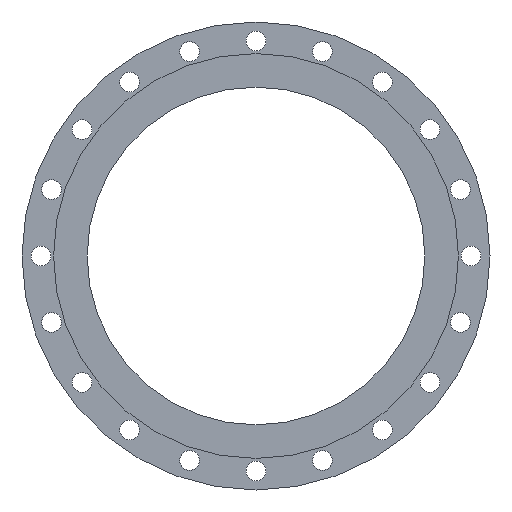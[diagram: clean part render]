
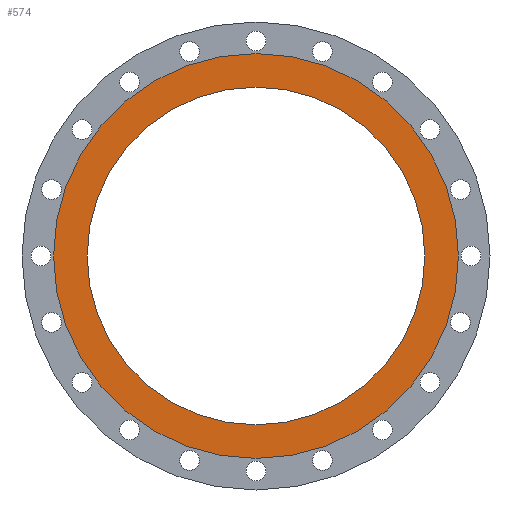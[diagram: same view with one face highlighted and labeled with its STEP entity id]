
A CAD part, front view. The second image highlights one B-rep face of the part: STEP entity #574.
In plain terms, the highlighted planar face has unit normal (0, -1, 0).
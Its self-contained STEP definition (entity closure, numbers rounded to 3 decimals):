
#68 = DIRECTION ( 'NONE',  ( 0., 0., -1. ) ) ;
#69 = DIRECTION ( 'NONE',  ( 0., 0., 1. ) ) ;
#133 = AXIS2_PLACEMENT_3D ( 'NONE', #253, #998, #376 ) ;
#171 = EDGE_LOOP ( 'NONE', ( #591, #997 ) ) ;
#227 = CARTESIAN_POINT ( 'NONE',  ( 0., 0., 266. ) ) ;
#229 = CIRCLE ( 'NONE', #133, 221.9 ) ;
#253 = CARTESIAN_POINT ( 'NONE',  ( 0., 0., 0. ) ) ;
#357 = CIRCLE ( 'NONE', #934, 266. ) ;
#362 = EDGE_CURVE ( 'NONE', #1431, #671, #1277, .T. ) ;
#368 = AXIS2_PLACEMENT_3D ( 'NONE', #522, #987, #68 ) ;
#375 = FACE_OUTER_BOUND ( 'NONE', #171, .T. ) ;
#376 = DIRECTION ( 'NONE',  ( 0., 0., 1. ) ) ;
#513 = PLANE ( 'NONE',  #368 ) ;
#522 = CARTESIAN_POINT ( 'NONE',  ( 0., 0., 221.9 ) ) ;
#523 = DIRECTION ( 'NONE',  ( 0., 1., 0. ) ) ;
#551 = AXIS2_PLACEMENT_3D ( 'NONE', #1768, #556, #69 ) ;
#556 = DIRECTION ( 'NONE',  ( 0., 1., 0. ) ) ;
#574 = ADVANCED_FACE ( 'NONE', ( #1726, #375 ), #513, .T. ) ;
#591 = ORIENTED_EDGE ( 'NONE', *, *, #1691, .F. ) ;
#609 = ORIENTED_EDGE ( 'NONE', *, *, #1720, .T. ) ;
#671 = VERTEX_POINT ( 'NONE', #227 ) ;
#869 = AXIS2_PLACEMENT_3D ( 'NONE', #1012, #1804, #1621 ) ;
#934 = AXIS2_PLACEMENT_3D ( 'NONE', #1306, #523, #1780 ) ;
#981 = EDGE_LOOP ( 'NONE', ( #609, #1830 ) ) ;
#987 = DIRECTION ( 'NONE',  ( 0., -1., 0. ) ) ;
#997 = ORIENTED_EDGE ( 'NONE', *, *, #362, .F. ) ;
#998 = DIRECTION ( 'NONE',  ( 0., 1., 0. ) ) ;
#1012 = CARTESIAN_POINT ( 'NONE',  ( 0., 0., 0. ) ) ;
#1071 = CARTESIAN_POINT ( 'NONE',  ( 0., 0., -266. ) ) ;
#1277 = CIRCLE ( 'NONE', #869, 266. ) ;
#1306 = CARTESIAN_POINT ( 'NONE',  ( 0., 0., 0. ) ) ;
#1431 = VERTEX_POINT ( 'NONE', #1071 ) ;
#1511 = CARTESIAN_POINT ( 'NONE',  ( 0., 0., 221.9 ) ) ;
#1566 = CIRCLE ( 'NONE', #551, 221.9 ) ;
#1617 = CARTESIAN_POINT ( 'NONE',  ( 0., 0., -221.9 ) ) ;
#1621 = DIRECTION ( 'NONE',  ( 0., 0., 1. ) ) ;
#1639 = EDGE_CURVE ( 'NONE', #1928, #1775, #229, .T. ) ;
#1691 = EDGE_CURVE ( 'NONE', #671, #1431, #357, .T. ) ;
#1720 = EDGE_CURVE ( 'NONE', #1775, #1928, #1566, .T. ) ;
#1726 = FACE_BOUND ( 'NONE', #981, .T. ) ;
#1768 = CARTESIAN_POINT ( 'NONE',  ( 0., 0., 0. ) ) ;
#1775 = VERTEX_POINT ( 'NONE', #1511 ) ;
#1780 = DIRECTION ( 'NONE',  ( 0., 0., 1. ) ) ;
#1804 = DIRECTION ( 'NONE',  ( 0., 1., 0. ) ) ;
#1830 = ORIENTED_EDGE ( 'NONE', *, *, #1639, .T. ) ;
#1928 = VERTEX_POINT ( 'NONE', #1617 ) ;
